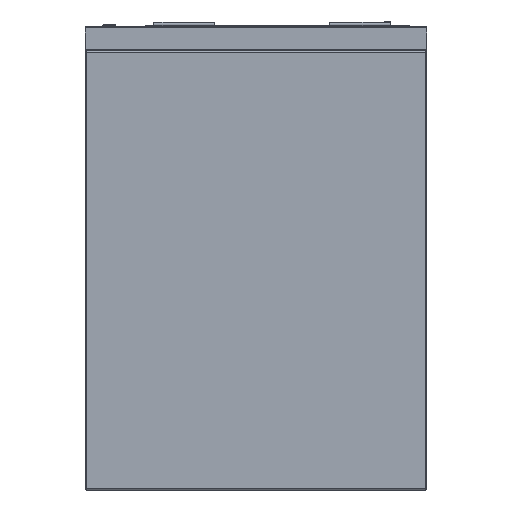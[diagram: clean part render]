
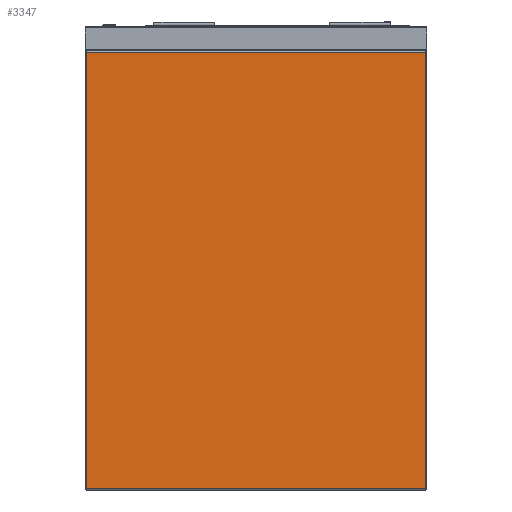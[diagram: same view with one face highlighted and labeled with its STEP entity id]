
A CAD part, left-side view. The second image highlights one B-rep face of the part: STEP entity #3347.
In plain terms, the highlighted planar face has unit normal (-1, 0, 0).
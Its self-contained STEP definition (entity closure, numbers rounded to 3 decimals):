
#658 = EDGE_CURVE ( 'NONE', #11380, #11334, #11812, .T. ) ;
#749 = ORIENTED_EDGE ( 'NONE', *, *, #658, .T. ) ;
#844 = CARTESIAN_POINT ( 'NONE',  ( -515., -280., -760. ) ) ;
#1462 = VECTOR ( 'NONE', #17719, 1000. ) ;
#2172 = EDGE_CURVE ( 'NONE', #3051, #8746, #12973, .T. ) ;
#2173 = ORIENTED_EDGE ( 'NONE', *, *, #17038, .T. ) ;
#2855 = DIRECTION ( 'NONE',  ( 0., 0., 1. ) ) ;
#2879 = CARTESIAN_POINT ( 'NONE',  ( -515., -278., -758. ) ) ;
#3051 = VERTEX_POINT ( 'NONE', #11433 ) ;
#3146 = CARTESIAN_POINT ( 'NONE',  ( -515., -278., -760. ) ) ;
#3159 = CARTESIAN_POINT ( 'NONE',  ( -515., 278., -42. ) ) ;
#3347 = ADVANCED_FACE ( 'Fl�che7', ( #7031 ), #15495, .T. ) ;
#4699 = LINE ( 'NONE', #3146, #15640 ) ;
#5294 = DIRECTION ( 'NONE',  ( -1., 0., 0. ) ) ;
#5482 = DIRECTION ( 'NONE',  ( 0., 0., 1. ) ) ;
#5850 = CARTESIAN_POINT ( 'NONE',  ( -515., 278., -760. ) ) ;
#6540 = EDGE_CURVE ( 'NONE', #11334, #3051, #4699, .T. ) ;
#7031 = FACE_OUTER_BOUND ( 'NONE', #17802, .T. ) ;
#7390 = AXIS2_PLACEMENT_3D ( 'NONE', #844, #5294, #5482 ) ;
#8063 = ORIENTED_EDGE ( 'NONE', *, *, #6540, .T. ) ;
#8687 = DIRECTION ( 'NONE',  ( 0., 0., -1. ) ) ;
#8746 = VERTEX_POINT ( 'NONE', #3159 ) ;
#9305 = ORIENTED_EDGE ( 'NONE', *, *, #2172, .T. ) ;
#11334 = VERTEX_POINT ( 'NONE', #2879 ) ;
#11380 = VERTEX_POINT ( 'NONE', #16458 ) ;
#11433 = CARTESIAN_POINT ( 'NONE',  ( -515., -278., -42. ) ) ;
#11812 = LINE ( 'NONE', #13177, #1462 ) ;
#12973 = LINE ( 'NONE', #13069, #12988 ) ;
#12988 = VECTOR ( 'NONE', #13634, 1000. ) ;
#13069 = CARTESIAN_POINT ( 'NONE',  ( -515., 280., -42. ) ) ;
#13177 = CARTESIAN_POINT ( 'NONE',  ( -515., -280., -758. ) ) ;
#13634 = DIRECTION ( 'NONE',  ( 0., 1., 0. ) ) ;
#14167 = VECTOR ( 'NONE', #8687, 1000. ) ;
#15495 = PLANE ( 'NONE',  #7390 ) ;
#15640 = VECTOR ( 'NONE', #2855, 1000. ) ;
#16458 = CARTESIAN_POINT ( 'NONE',  ( -515., 278., -758. ) ) ;
#17038 = EDGE_CURVE ( 'NONE', #8746, #11380, #19044, .T. ) ;
#17719 = DIRECTION ( 'NONE',  ( 0., -1., 0. ) ) ;
#17802 = EDGE_LOOP ( 'NONE', ( #8063, #9305, #2173, #749 ) ) ;
#19044 = LINE ( 'NONE', #5850, #14167 ) ;
